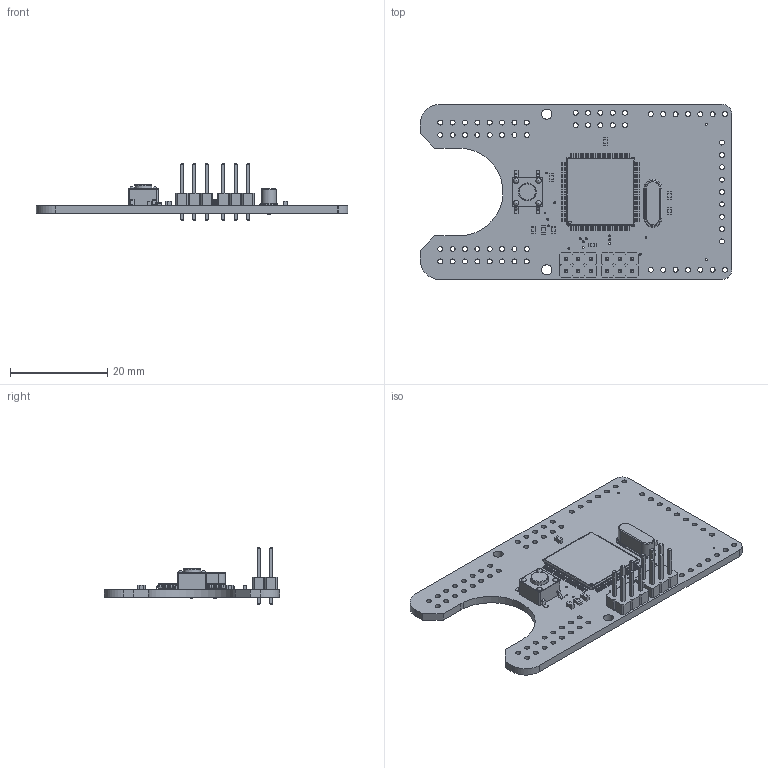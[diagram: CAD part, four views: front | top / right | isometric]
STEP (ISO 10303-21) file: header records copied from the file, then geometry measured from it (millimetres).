
FILE_DESCRIPTION(/* description */ (''),/* implementation_level */ '2;1');
FILE_NAME(/* name */ '',/* time_stamp */ '2023-07-12T14:16:58+09:00',/* author */ (''),/* organization */ (''),/* preprocessor_version */ 'ST-DEVELOPER v19.2',/* originating_system */ 'Autodesk Translation Framework v12.6.0.85',/* authorisation */ '');
FILE_SCHEMA (('AUTOMOTIVE_DESIGN { 1 0 10303 214 3 1 1 }'));
Products named in the file (13): 制御基板; Board; Packages; C0603; R0603; QFP100; 1X07; 1X09; 2X03; 2X05; 2X08; TS-06104; XTALRR480W50L990T368H350B
Assembly tree (21 placements, depth 3):
  制御基板
    Board
    Packages
      C0603  x7
      R0603
      QFP100
      1X07  x2
      1X09
      2X03  x2
      2X05
      2X08  x2
      TS-06104
      XTALRR480W50L990T368H350B
Bounding box: 64 x 36 x 11.6 mm (x, y, z)
Volume: 3774.8 mm3; surface area: 6239 mm2
Topology: 15 solids, 15 shells, 2133 faces, 5631 edges, 3553 vertices
Faces by surface type: plane 1491, cylinder 606, sphere 30, torus 5, cone 1
Full cylindrical faces by diameter (mm): 0.35 x34, 0.5 x3, 0.7 x2, 1.016 x77, 1.1 x4, 2.1 x2, 3.7 x1
Entity records: 59793 total; most frequent: CARTESIAN_POINT 10196, DIRECTION 10176, ORIENTED_EDGE 10118, EDGE_CURVE 5059, LINE 3822, VECTOR 3822, VERTEX_POINT 3197, AXIS2_PLACEMENT_3D 3177
